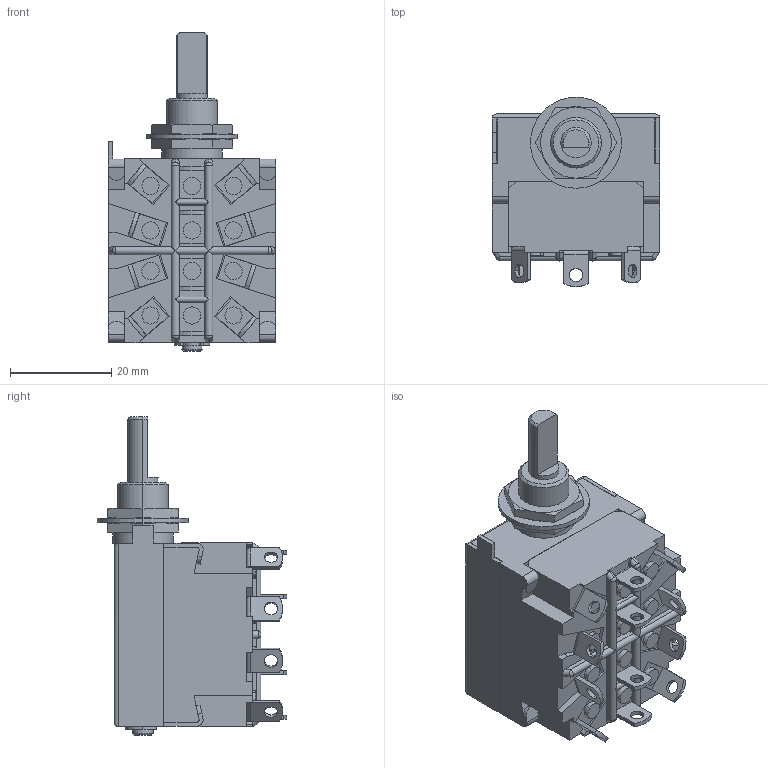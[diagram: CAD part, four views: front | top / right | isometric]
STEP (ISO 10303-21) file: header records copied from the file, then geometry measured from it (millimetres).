
FILE_DESCRIPTION (( 'STEP AP203' ), '1' );
FILE_NAME ('A4RP01.STEP', '2020-03-03T00:43:01', ( '' ), ( '' ), 'SwSTEP 2.0', 'SolidWorks 2018', '' );
FILE_SCHEMA (( 'CONFIG_CONTROL_DESIGN' ));
Length unit declared in the file: millimetre
Products named in the file (7): 上組 ロータリー(4極) (Aシリーズ); 壓慻 4嬌 1抂巕 (A僔儕乕僘); 9801 0274 20(ナット); 9803 B269 20(L儚僢僔儍乕); A4RP01; 働乕僗 3_4嬌 (A僔儕乕僘); 1端子 (Aシリーズ)
Assembly tree (18 placements, depth 3):
  A4RP01
    上組 ロータリー(4極) (Aシリーズ)
    9801 0274 20(ナット)  x2
    9803 B269 20(L儚僢僔儍乕)
    壓慻 4嬌 1抂巕 (A僔儕乕僘)
      働乕僗 3_4嬌 (A僔儕乕僘)
      1端子 (Aシリーズ)  x12
Bounding box: 33 x 37.4 x 63 mm (x, y, z)
Volume: 33983.4 mm3; surface area: 18061.2 mm2
Topology: 18 solids, 18 shells, 583 faces, 1466 edges, 949 vertices
Faces by surface type: plane 327, cylinder 215, cone 31, sphere 6, bspline 4
Entity records: 12634 total; most frequent: CARTESIAN_POINT 2248, DIRECTION 1959, ORIENTED_EDGE 1954, EDGE_CURVE 977, VECTOR 655, LINE 655, AXIS2_PLACEMENT_3D 652, VERTEX_POINT 629
